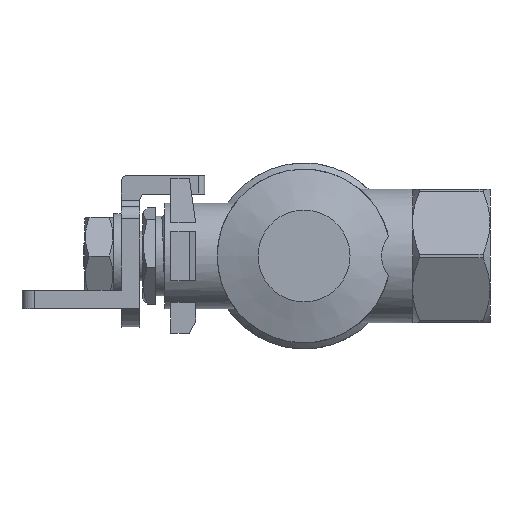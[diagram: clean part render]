
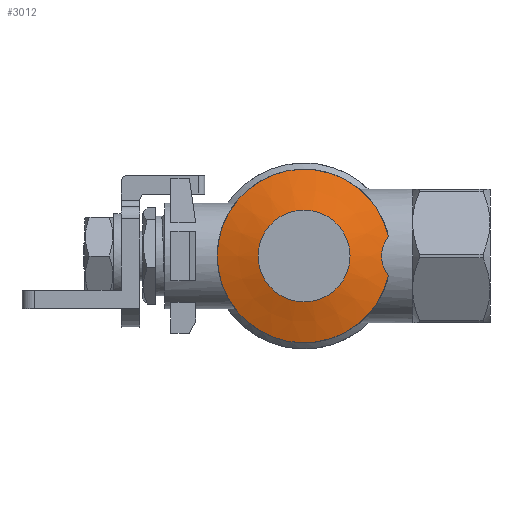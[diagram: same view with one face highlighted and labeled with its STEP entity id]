
A CAD part, left-side view. The second image highlights one B-rep face of the part: STEP entity #3012.
In plain terms, the highlighted conical face has half-angle 72.024 degrees and reference radius 7.42 mm.
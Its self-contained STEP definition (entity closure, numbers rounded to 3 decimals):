
#42=CONICAL_SURFACE('',#3311,7.42,1.257);
#101=B_SPLINE_CURVE_WITH_KNOTS('',3,(#5167,#5168,#5169,#5170,#5171,#5172,
#5173),.UNSPECIFIED.,.F.,.F.,(4,1,1,1,4),(-0.003,-0.002,
0.,0.002,0.003),
 .UNSPECIFIED.);
#333=CIRCLE('',#3285,7.42);
#339=CIRCLE('',#3310,14.);
#996=ORIENTED_EDGE('',*,*,#1579,.F.);
#997=ORIENTED_EDGE('',*,*,#1581,.T.);
#998=ORIENTED_EDGE('',*,*,#1555,.T.);
#1555=EDGE_CURVE('',#1898,#1898,#333,.T.);
#1579=EDGE_CURVE('',#1907,#1908,#339,.T.);
#1581=EDGE_CURVE('',#1907,#1908,#101,.T.);
#1898=VERTEX_POINT('',#5092);
#1907=VERTEX_POINT('',#5159);
#1908=VERTEX_POINT('',#5161);
#2541=EDGE_LOOP('',(#996,#997));
#2542=EDGE_LOOP('',(#998));
#2759=FACE_BOUND('',#2541,.T.);
#2760=FACE_BOUND('',#2542,.T.);
#3012=ADVANCED_FACE('',(#2759,#2760),#42,.T.);
#3285=AXIS2_PLACEMENT_3D('',#5091,#3977,#3978);
#3310=AXIS2_PLACEMENT_3D('',#5160,#4039,#4040);
#3311=AXIS2_PLACEMENT_3D('',#5166,#4041,#4042);
#3977=DIRECTION('',(1.,0.,0.));
#3978=DIRECTION('',(0.,1.,0.));
#4039=DIRECTION('',(1.,0.,0.));
#4040=DIRECTION('',(0.,1.,0.));
#4041=DIRECTION('',(1.,0.,0.));
#4042=DIRECTION('',(0.,1.,0.));
#5091=CARTESIAN_POINT('',(-12.4,0.,0.));
#5092=CARTESIAN_POINT('',(-12.4,7.42,0.));
#5159=CARTESIAN_POINT('',(-10.265,-13.631,-3.192));
#5160=CARTESIAN_POINT('',(-10.265,0.,0.));
#5161=CARTESIAN_POINT('',(-10.265,-13.631,3.192));
#5166=CARTESIAN_POINT('',(-12.4,0.,0.));
#5167=CARTESIAN_POINT('',(-10.265,-13.631,-3.192));
#5168=CARTESIAN_POINT('',(-10.407,-13.29,-2.737));
#5169=CARTESIAN_POINT('',(-10.652,-12.722,-1.739));
#5170=CARTESIAN_POINT('',(-10.799,-12.397,-0.001));
#5171=CARTESIAN_POINT('',(-10.651,-12.722,1.741));
#5172=CARTESIAN_POINT('',(-10.407,-13.29,2.737));
#5173=CARTESIAN_POINT('',(-10.265,-13.631,3.192));
